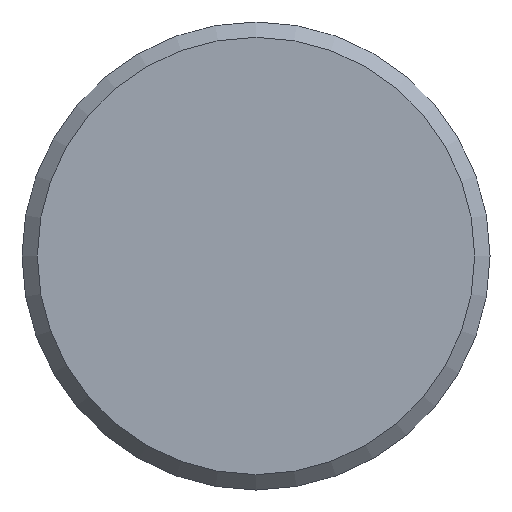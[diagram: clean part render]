
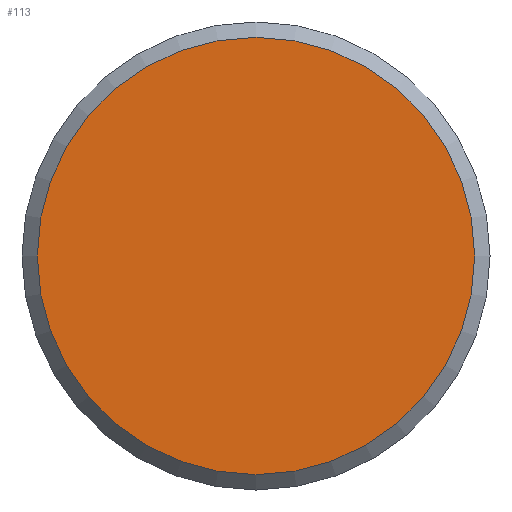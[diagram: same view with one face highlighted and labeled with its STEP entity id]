
A CAD part, front view. The second image highlights one B-rep face of the part: STEP entity #113.
In plain terms, the highlighted planar face has unit normal (0, -1, 0).
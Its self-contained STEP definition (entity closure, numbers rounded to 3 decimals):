
#16=PLANE('',#140);
#23=FACE_OUTER_BOUND('',#31,.T.);
#31=EDGE_LOOP('',(#91));
#48=CIRCLE('',#134,2.85);
#57=VERTEX_POINT('',#193);
#66=EDGE_CURVE('',#57,#57,#48,.T.);
#91=ORIENTED_EDGE('',*,*,#66,.F.);
#113=ADVANCED_FACE('',(#23),#16,.T.);
#134=AXIS2_PLACEMENT_3D('',#194,#154,#155);
#140=AXIS2_PLACEMENT_3D('',#206,#168,#169);
#154=DIRECTION('center_axis',(0.,1.,0.));
#155=DIRECTION('ref_axis',(-1.,0.,0.));
#168=DIRECTION('center_axis',(0.,-1.,0.));
#169=DIRECTION('ref_axis',(0.,0.,-1.));
#193=CARTESIAN_POINT('',(2.85,0.,0.));
#194=CARTESIAN_POINT('Origin',(0.,0.,0.));
#206=CARTESIAN_POINT('Origin',(0.,0.,0.));
